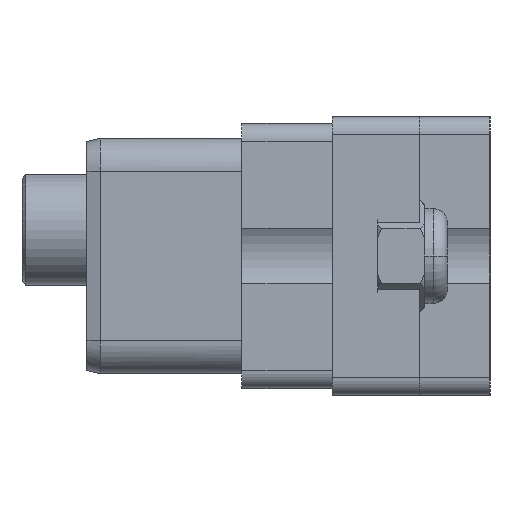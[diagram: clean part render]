
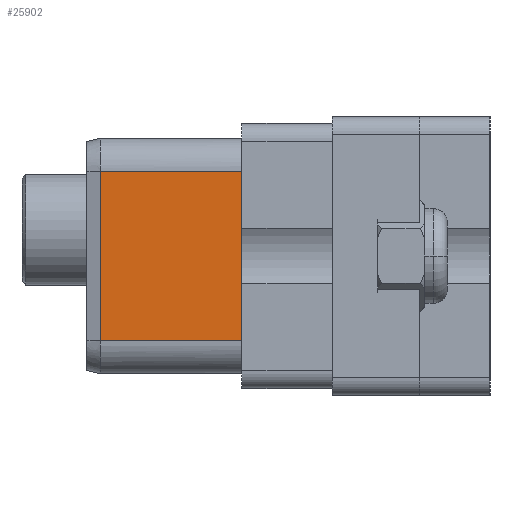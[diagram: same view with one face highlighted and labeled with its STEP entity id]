
A CAD part, left-side view. The second image highlights one B-rep face of the part: STEP entity #25902.
In plain terms, the highlighted planar face has unit normal (-1, 0.011, 0).
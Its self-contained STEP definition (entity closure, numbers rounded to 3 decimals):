
#6121=DIRECTION('',(0.,0.,1.));
#6122=VECTOR('',#6121,9.65);
#6123=CARTESIAN_POINT('',(-36.17,0.015,-4.825));
#6124=LINE('',#6123,#6122);
#6985=DIRECTION('',(-0.011,-1.,0.));
#6986=VECTOR('',#6985,8.075);
#6987=CARTESIAN_POINT('',(-36.079,8.09,4.825));
#6988=LINE('',#6987,#6986);
#7089=CARTESIAN_POINT('',(-36.17,0.015,4.825));
#7091=DIRECTION('',(0.,0.,1.));
#7092=VECTOR('',#7091,9.65);
#7093=CARTESIAN_POINT('',(-36.079,8.09,-4.825));
#7094=LINE('',#7093,#7092);
#7163=DIRECTION('',(-0.011,-1.,0.));
#7164=VECTOR('',#7163,8.075);
#7165=CARTESIAN_POINT('',(-36.079,8.09,-4.825));
#7166=LINE('',#7165,#7164);
#7199=CARTESIAN_POINT('',(-36.17,0.015,-4.825));
#14943=VERTEX_POINT('',#7199);
#14945=VERTEX_POINT('',#7089);
#14964=CARTESIAN_POINT('',(-36.079,8.09,-4.825));
#14965=VERTEX_POINT('',#14964);
#14966=CARTESIAN_POINT('',(-36.079,8.09,4.825));
#14967=VERTEX_POINT('',#14966);
#25889=CARTESIAN_POINT('',(-36.07,8.85,6.705));
#25890=DIRECTION('',(-1.,0.011,0.));
#25891=DIRECTION('',(-0.011,-1.,0.));
#25892=AXIS2_PLACEMENT_3D('',#25889,#25890,#25891);
#25893=PLANE('',#25892);
#25895=ORIENTED_EDGE('',*,*,#25894,.F.);
#25897=ORIENTED_EDGE('',*,*,#25896,.T.);
#25898=ORIENTED_EDGE('',*,*,#25880,.T.);
#25899=ORIENTED_EDGE('',*,*,#25328,.F.);
#25900=EDGE_LOOP('',(#25895,#25897,#25898,#25899));
#25901=FACE_OUTER_BOUND('',#25900,.F.);
#25902=ADVANCED_FACE('',(#25901),#25893,.T.);
#25328=EDGE_CURVE('',#14943,#14945,#6124,.T.);
#25880=EDGE_CURVE('',#14967,#14945,#6988,.T.);
#25894=EDGE_CURVE('',#14965,#14943,#7166,.T.);
#25896=EDGE_CURVE('',#14965,#14967,#7094,.T.);
